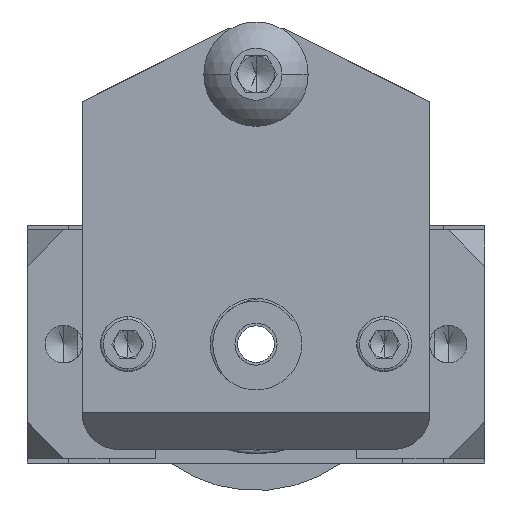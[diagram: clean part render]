
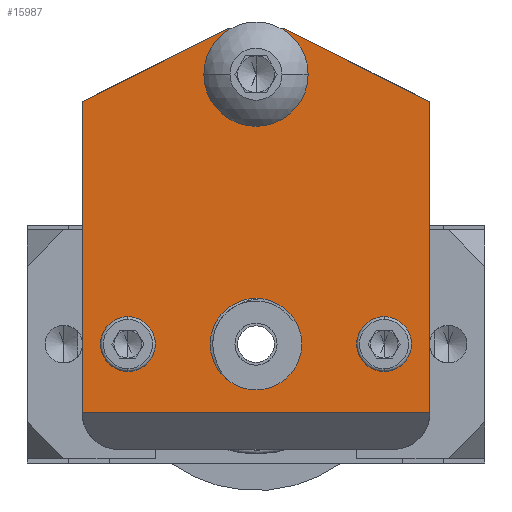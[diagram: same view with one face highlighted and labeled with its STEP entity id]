
A CAD part, front view. The second image highlights one B-rep face of the part: STEP entity #15987.
In plain terms, the highlighted planar face has unit normal (0, -1, 0).
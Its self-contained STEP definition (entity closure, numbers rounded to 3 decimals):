
#108 = VECTOR ( 'NONE', #7153, 1000. ) ;
#260 = DIRECTION ( 'NONE',  ( 0., -1., 0. ) ) ;
#290 = CARTESIAN_POINT ( 'NONE',  ( 7., 0., -5.75 ) ) ;
#306 = CARTESIAN_POINT ( 'NONE',  ( -9.5, 0., -2. ) ) ;
#356 = DIRECTION ( 'NONE',  ( 0., -1., 0. ) ) ;
#512 = VECTOR ( 'NONE', #3031, 1000. ) ;
#833 = EDGE_LOOP ( 'NONE', ( #16487, #11196 ) ) ;
#971 = DIRECTION ( 'NONE',  ( 0., -1., 0. ) ) ;
#1012 = VERTEX_POINT ( 'NONE', #4891 ) ;
#1158 = VERTEX_POINT ( 'NONE', #15216 ) ;
#1246 = EDGE_LOOP ( 'NONE', ( #13144, #5264 ) ) ;
#1364 = CARTESIAN_POINT ( 'NONE',  ( 7., 0., -5.75 ) ) ;
#1397 = VERTEX_POINT ( 'NONE', #11724 ) ;
#1453 = VERTEX_POINT ( 'NONE', #14821 ) ;
#1719 = FACE_BOUND ( 'NONE', #833, .T. ) ;
#1741 = LINE ( 'NONE', #13362, #11968 ) ;
#1801 = EDGE_LOOP ( 'NONE', ( #3991, #10279 ) ) ;
#1849 = EDGE_LOOP ( 'NONE', ( #7110, #12903, #19000, #3356, #13141, #12333 ) ) ;
#1953 = CARTESIAN_POINT ( 'NONE',  ( 0., 0., -22. ) ) ;
#2245 = EDGE_CURVE ( 'NONE', #9998, #1453, #2618, .T. ) ;
#2278 = CIRCLE ( 'NONE', #15900, 2.5 ) ;
#2287 = LINE ( 'NONE', #12841, #19107 ) ;
#2383 = EDGE_CURVE ( 'NONE', #11334, #1012, #18139, .T. ) ;
#2618 = CIRCLE ( 'NONE', #15927, 1.5 ) ;
#2746 = CARTESIAN_POINT ( 'NONE',  ( -1.5, 0., -23. ) ) ;
#2928 = LINE ( 'NONE', #306, #512 ) ;
#3031 = DIRECTION ( 'NONE',  ( -1., 0., 0. ) ) ;
#3269 = FACE_BOUND ( 'NONE', #17651, .T. ) ;
#3356 = ORIENTED_EDGE ( 'NONE', *, *, #4675, .F. ) ;
#3358 = AXIS2_PLACEMENT_3D ( 'NONE', #7808, #10618, #14974 ) ;
#3398 = AXIS2_PLACEMENT_3D ( 'NONE', #11335, #971, #5702 ) ;
#3474 = DIRECTION ( 'NONE',  ( 0., 0., 1. ) ) ;
#3719 = DIRECTION ( 'NONE',  ( 0., -1., 0. ) ) ;
#3972 = VERTEX_POINT ( 'NONE', #2746 ) ;
#3991 = ORIENTED_EDGE ( 'NONE', *, *, #18602, .F. ) ;
#4049 = VERTEX_POINT ( 'NONE', #4665 ) ;
#4136 = VERTEX_POINT ( 'NONE', #1953 ) ;
#4429 = PLANE ( 'NONE',  #13800 ) ;
#4521 = VERTEX_POINT ( 'NONE', #10732 ) ;
#4665 = CARTESIAN_POINT ( 'NONE',  ( 0., 0., -3.25 ) ) ;
#4675 = EDGE_CURVE ( 'NONE', #3972, #9961, #2287, .T. ) ;
#4891 = CARTESIAN_POINT ( 'NONE',  ( 1.5, 0., -23. ) ) ;
#4898 = CIRCLE ( 'NONE', #3358, 2.5 ) ;
#5194 = AXIS2_PLACEMENT_3D ( 'NONE', #11464, #3719, #6612 ) ;
#5264 = ORIENTED_EDGE ( 'NONE', *, *, #17271, .F. ) ;
#5499 = CIRCLE ( 'NONE', #14473, 1.5 ) ;
#5500 = EDGE_CURVE ( 'NONE', #1158, #11334, #16072, .T. ) ;
#5702 = DIRECTION ( 'NONE',  ( 0., 0., -1. ) ) ;
#5820 = DIRECTION ( 'NONE',  ( 0., -1., 0. ) ) ;
#6176 = DIRECTION ( 'NONE',  ( 0., 0., -1. ) ) ;
#6300 = CARTESIAN_POINT ( 'NONE',  ( 9.5, 0., -19. ) ) ;
#6356 = EDGE_CURVE ( 'NONE', #4136, #1397, #8663, .T. ) ;
#6612 = DIRECTION ( 'NONE',  ( 0., 0., -1. ) ) ;
#6640 = DIRECTION ( 'NONE',  ( -0.894, 0., 0.447 ) ) ;
#7110 = ORIENTED_EDGE ( 'NONE', *, *, #5500, .F. ) ;
#7153 = DIRECTION ( 'NONE',  ( -1., 0., 0. ) ) ;
#7154 = DIRECTION ( 'NONE',  ( 0., 0., -1. ) ) ;
#7261 = LINE ( 'NONE', #17541, #108 ) ;
#7430 = CARTESIAN_POINT ( 'NONE',  ( 7., 0., -7.25 ) ) ;
#7451 = CARTESIAN_POINT ( 'NONE',  ( 9.5, 0., -19. ) ) ;
#7636 = FACE_BOUND ( 'NONE', #1246, .T. ) ;
#7662 = DIRECTION ( 'NONE',  ( 0., 0., 1. ) ) ;
#7710 = EDGE_CURVE ( 'NONE', #1012, #3972, #7261, .T. ) ;
#7808 = CARTESIAN_POINT ( 'NONE',  ( 0., 0., -5.75 ) ) ;
#8003 = CARTESIAN_POINT ( 'NONE',  ( 0., 0., -20.5 ) ) ;
#8018 = EDGE_CURVE ( 'NONE', #11630, #4049, #2278, .T. ) ;
#8590 = CIRCLE ( 'NONE', #14463, 1.5 ) ;
#8663 = CIRCLE ( 'NONE', #3398, 1.5 ) ;
#8919 = CIRCLE ( 'NONE', #5194, 1.5 ) ;
#9961 = VERTEX_POINT ( 'NONE', #14289 ) ;
#9998 = VERTEX_POINT ( 'NONE', #19158 ) ;
#10130 = DIRECTION ( 'NONE',  ( 0., 0., -1. ) ) ;
#10181 = ORIENTED_EDGE ( 'NONE', *, *, #8018, .T. ) ;
#10257 = VERTEX_POINT ( 'NONE', #7430 ) ;
#10279 = ORIENTED_EDGE ( 'NONE', *, *, #2245, .F. ) ;
#10618 = DIRECTION ( 'NONE',  ( 0., 1., 0. ) ) ;
#10631 = VECTOR ( 'NONE', #7154, 1000. ) ;
#10732 = CARTESIAN_POINT ( 'NONE',  ( 7., 0., -4.25 ) ) ;
#10838 = CARTESIAN_POINT ( 'NONE',  ( 0., 0., -5.75 ) ) ;
#10958 = DIRECTION ( 'NONE',  ( -0.894, 0., -0.447 ) ) ;
#11196 = ORIENTED_EDGE ( 'NONE', *, *, #16826, .F. ) ;
#11334 = VERTEX_POINT ( 'NONE', #6300 ) ;
#11335 = CARTESIAN_POINT ( 'NONE',  ( 0., 0., -20.5 ) ) ;
#11464 = CARTESIAN_POINT ( 'NONE',  ( -7., 0., -5.75 ) ) ;
#11482 = DIRECTION ( 'NONE',  ( 0., -1., 0. ) ) ;
#11493 = ORIENTED_EDGE ( 'NONE', *, *, #17238, .T. ) ;
#11630 = VERTEX_POINT ( 'NONE', #18562 ) ;
#11724 = CARTESIAN_POINT ( 'NONE',  ( 0., 0., -19. ) ) ;
#11968 = VECTOR ( 'NONE', #7662, 1000. ) ;
#12156 = DIRECTION ( 'NONE',  ( 0., 0., -1. ) ) ;
#12333 = ORIENTED_EDGE ( 'NONE', *, *, #2383, .F. ) ;
#12495 = CARTESIAN_POINT ( 'NONE',  ( 1.5, 0., -23. ) ) ;
#12503 = EDGE_CURVE ( 'NONE', #1158, #14130, #2928, .T. ) ;
#12841 = CARTESIAN_POINT ( 'NONE',  ( -1.5, 0., -23. ) ) ;
#12903 = ORIENTED_EDGE ( 'NONE', *, *, #12503, .T. ) ;
#13141 = ORIENTED_EDGE ( 'NONE', *, *, #7710, .F. ) ;
#13144 = ORIENTED_EDGE ( 'NONE', *, *, #6356, .F. ) ;
#13232 = CIRCLE ( 'NONE', #14150, 1.5 ) ;
#13362 = CARTESIAN_POINT ( 'NONE',  ( -9.5, 0., -19. ) ) ;
#13622 = FACE_OUTER_BOUND ( 'NONE', #1849, .T. ) ;
#13800 = AXIS2_PLACEMENT_3D ( 'NONE', #18088, #356, #6176 ) ;
#14057 = VECTOR ( 'NONE', #10958, 1000. ) ;
#14130 = VERTEX_POINT ( 'NONE', #16871 ) ;
#14150 = AXIS2_PLACEMENT_3D ( 'NONE', #290, #18216, #18021 ) ;
#14289 = CARTESIAN_POINT ( 'NONE',  ( -9.5, 0., -19. ) ) ;
#14463 = AXIS2_PLACEMENT_3D ( 'NONE', #1364, #5820, #15636 ) ;
#14473 = AXIS2_PLACEMENT_3D ( 'NONE', #8003, #260, #12156 ) ;
#14821 = CARTESIAN_POINT ( 'NONE',  ( -7., 0., -7.25 ) ) ;
#14889 = FACE_BOUND ( 'NONE', #1801, .T. ) ;
#14974 = DIRECTION ( 'NONE',  ( 0., 0., 1. ) ) ;
#15216 = CARTESIAN_POINT ( 'NONE',  ( 9.5, 0., -2. ) ) ;
#15596 = EDGE_CURVE ( 'NONE', #9961, #14130, #1741, .T. ) ;
#15636 = DIRECTION ( 'NONE',  ( 0., 0., -1. ) ) ;
#15900 = AXIS2_PLACEMENT_3D ( 'NONE', #10838, #16754, #3474 ) ;
#15927 = AXIS2_PLACEMENT_3D ( 'NONE', #19041, #11482, #10130 ) ;
#15987 = ADVANCED_FACE ( 'NONE', ( #1719, #14889, #7636, #3269, #13622 ), #4429, .T. ) ;
#16072 = LINE ( 'NONE', #7451, #10631 ) ;
#16487 = ORIENTED_EDGE ( 'NONE', *, *, #16844, .F. ) ;
#16754 = DIRECTION ( 'NONE',  ( 0., 1., 0. ) ) ;
#16826 = EDGE_CURVE ( 'NONE', #4521, #10257, #8590, .T. ) ;
#16844 = EDGE_CURVE ( 'NONE', #10257, #4521, #13232, .T. ) ;
#16871 = CARTESIAN_POINT ( 'NONE',  ( -9.5, 0., -2. ) ) ;
#17238 = EDGE_CURVE ( 'NONE', #4049, #11630, #4898, .T. ) ;
#17271 = EDGE_CURVE ( 'NONE', #1397, #4136, #5499, .T. ) ;
#17541 = CARTESIAN_POINT ( 'NONE',  ( -1.5, 0., -23. ) ) ;
#17651 = EDGE_LOOP ( 'NONE', ( #11493, #10181 ) ) ;
#18021 = DIRECTION ( 'NONE',  ( 0., 0., -1. ) ) ;
#18088 = CARTESIAN_POINT ( 'NONE',  ( 0., 0., 0. ) ) ;
#18139 = LINE ( 'NONE', #12495, #14057 ) ;
#18216 = DIRECTION ( 'NONE',  ( 0., -1., 0. ) ) ;
#18562 = CARTESIAN_POINT ( 'NONE',  ( 0., 0., -8.25 ) ) ;
#18602 = EDGE_CURVE ( 'NONE', #1453, #9998, #8919, .T. ) ;
#19000 = ORIENTED_EDGE ( 'NONE', *, *, #15596, .F. ) ;
#19041 = CARTESIAN_POINT ( 'NONE',  ( -7., 0., -5.75 ) ) ;
#19107 = VECTOR ( 'NONE', #6640, 1000. ) ;
#19158 = CARTESIAN_POINT ( 'NONE',  ( -7., 0., -4.25 ) ) ;
